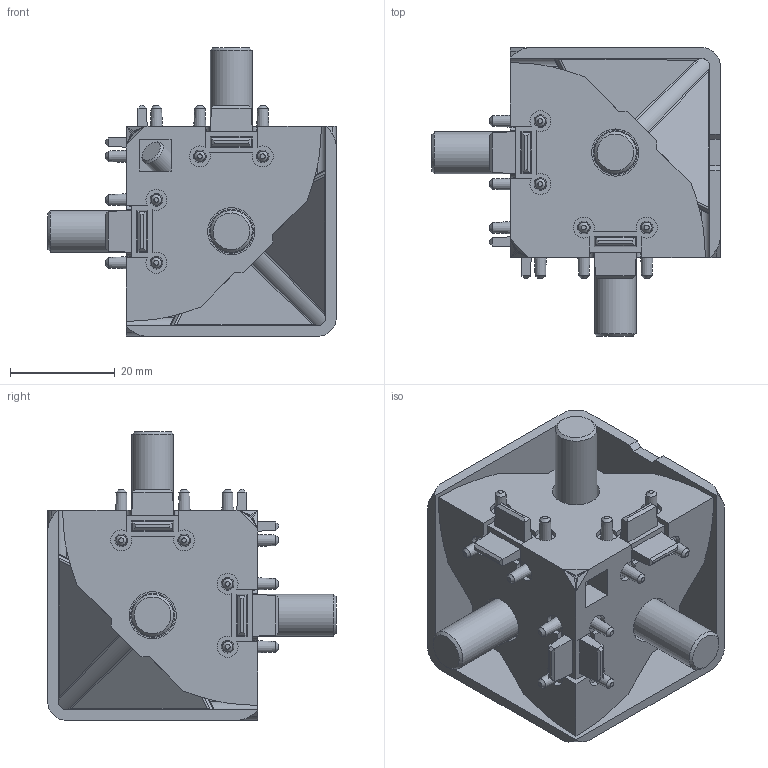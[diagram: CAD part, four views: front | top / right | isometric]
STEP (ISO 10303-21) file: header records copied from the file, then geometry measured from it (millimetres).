
FILE_DESCRIPTION(/* description */ ('STEP AP214'),/* implementation_level */ '2;1');
FILE_NAME(/* name */ '1024225.stp',/* time_stamp */ '2024-05-07T11:44:43+02:00',/* author */ ('b.steehouwer'),/* organization */ (''),/* preprocessor_version */ 'ST-DEVELOPER v18.1',/* originating_system */ 'Autodesk Inventor 2021',/* authorisation */ '');
FILE_SCHEMA (('AUTOMOTIVE_DESIGN { 1 0 10303 214 3 1 1 }'));
Length unit declared in the file: millimetre
Products named in the file (6): 1024225; 1024225-1; 1024225-2; 1024225-3; 1024225-4; 1024225-5
Assembly tree (5 placements, depth 2):
  1024225
    1024225-1
    1024225-2
    1024225-3
    1024225-4
    1024225-5
Bounding box: 55 x 55 x 55 mm (x, y, z)
Volume: 28055.1 mm3; surface area: 21805.4 mm2
Topology: 5 solids, 5 shells, 303 faces, 710 edges, 442 vertices
Faces by surface type: plane 196, cylinder 47, cone 29, bspline 18, sphere 7, torus 6
Full cylindrical faces by diameter (mm): 5 x1, 5.4 x1, 8 x3, 9 x3, 14 x3
Entity records: 9734 total; most frequent: CARTESIAN_POINT 2545, DIRECTION 1457, ORIENTED_EDGE 1418, EDGE_CURVE 709, AXIS2_PLACEMENT_3D 491, LINE 475, VECTOR 475, VERTEX_POINT 442
